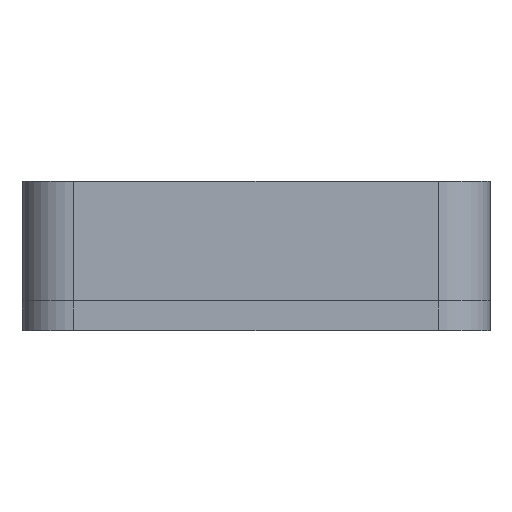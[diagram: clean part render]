
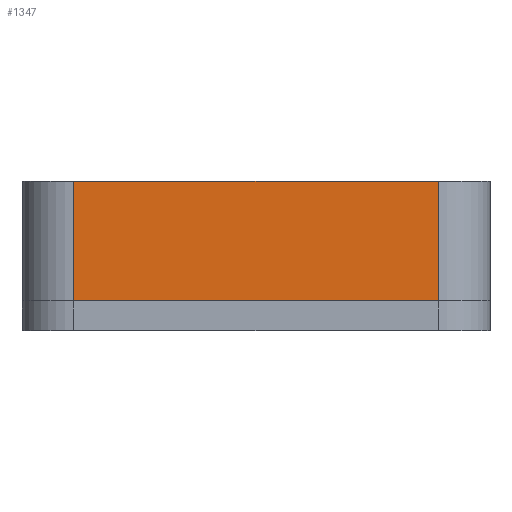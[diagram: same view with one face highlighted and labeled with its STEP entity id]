
A CAD part, front view. The second image highlights one B-rep face of the part: STEP entity #1347.
In plain terms, the highlighted planar face has unit normal (0, -1, 0).
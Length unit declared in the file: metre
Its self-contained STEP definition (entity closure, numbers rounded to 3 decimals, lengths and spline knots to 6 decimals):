
#370=ORIENTED_EDGE('',*,*,#523,.F.);
#371=ORIENTED_EDGE('',*,*,#599,.F.);
#372=ORIENTED_EDGE('',*,*,#600,.T.);
#373=ORIENTED_EDGE('',*,*,#597,.T.);
#523=EDGE_CURVE('',#679,#680,#801,.T.);
#597=EDGE_CURVE('',#732,#680,#861,.T.);
#599=EDGE_CURVE('',#733,#679,#862,.T.);
#600=EDGE_CURVE('',#733,#732,#863,.T.);
#679=VERTEX_POINT('',#2063);
#680=VERTEX_POINT('',#2065);
#732=VERTEX_POINT('',#2217);
#733=VERTEX_POINT('',#2221);
#801=LINE('',#2064,#929);
#861=LINE('',#2216,#989);
#862=LINE('',#2220,#990);
#863=LINE('',#2222,#991);
#929=VECTOR('',#1685,1.);
#989=VECTOR('',#1825,1.);
#990=VECTOR('',#1830,1.);
#991=VECTOR('',#1831,1.);
#1097=EDGE_LOOP('',(#370,#371,#372,#373));
#1219=FACE_BOUND('',#1097,.T.);
#1282=PLANE('',#1486);
#1347=ADVANCED_FACE('',(#1219),#1282,.T.);
#1486=AXIS2_PLACEMENT_3D('',#2219,#1828,#1829);
#1685=DIRECTION('',(-1.,0.,0.));
#1825=DIRECTION('',(0.,0.,-1.));
#1828=DIRECTION('',(0.,-1.,0.));
#1829=DIRECTION('',(0.,0.,-1.));
#1830=DIRECTION('',(0.,0.,-1.));
#1831=DIRECTION('',(-1.,0.,0.));
#2063=CARTESIAN_POINT('',(0.030509,-0.0618,0.));
#2064=CARTESIAN_POINT('',(0.,-0.0618,0.));
#2065=CARTESIAN_POINT('',(-0.030509,-0.0618,0.));
#2216=CARTESIAN_POINT('',(-0.030509,-0.0618,0.025));
#2217=CARTESIAN_POINT('',(-0.030509,-0.0618,0.025));
#2219=CARTESIAN_POINT('',(0.,-0.0618,0.025));
#2220=CARTESIAN_POINT('',(0.030509,-0.0618,0.025));
#2221=CARTESIAN_POINT('',(0.030509,-0.0618,0.025));
#2222=CARTESIAN_POINT('',(0.,-0.0618,0.025));
